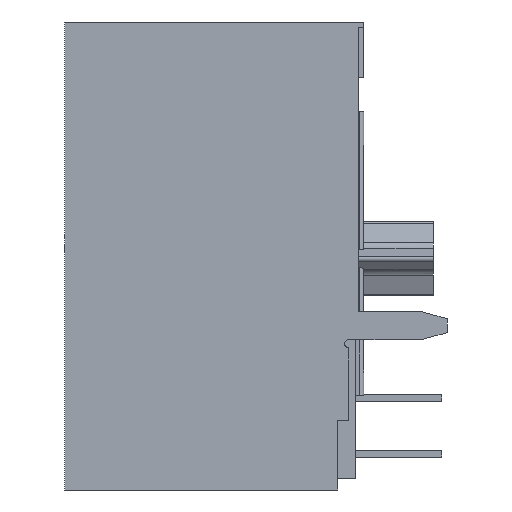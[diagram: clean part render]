
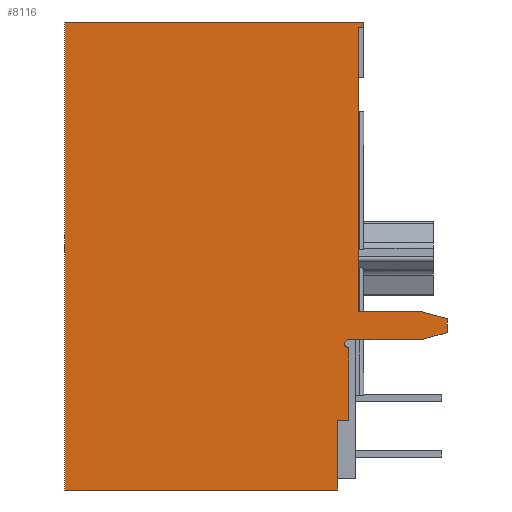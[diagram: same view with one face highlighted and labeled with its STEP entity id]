
A CAD part, left-side view. The second image highlights one B-rep face of the part: STEP entity #8116.
In plain terms, the highlighted planar face has unit normal (-1, 0, 0).
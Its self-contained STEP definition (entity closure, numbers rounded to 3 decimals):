
#2672=DIRECTION('',(0.,-1.,0.));
#2673=VECTOR('',#2672,13.64);
#2674=CARTESIAN_POINT('',(-7.938,6.751,0.));
#2675=LINE('',#2674,#2673);
#2791=DIRECTION('',(0.,0.,1.));
#2792=VECTOR('',#2791,12.959);
#2793=CARTESIAN_POINT('',(-7.938,-6.629,-13.208));
#2794=LINE('',#2793,#2792);
#2795=DIRECTION('',(0.,1.,0.));
#2796=VECTOR('',#2795,2.879);
#2797=CARTESIAN_POINT('',(-7.938,-9.508,-13.208));
#2798=LINE('',#2797,#2796);
#2799=DIRECTION('',(0.,0.966,0.259));
#2800=VECTOR('',#2799,1.227);
#2801=CARTESIAN_POINT('',(-7.938,-10.693,-13.526));
#2802=LINE('',#2801,#2800);
#2803=DIRECTION('',(0.,0.,1.));
#2804=VECTOR('',#2803,0.635);
#2805=CARTESIAN_POINT('',(-7.938,-10.693,-14.161));
#2806=LINE('',#2805,#2804);
#2807=DIRECTION('',(0.,-0.966,0.259));
#2808=VECTOR('',#2807,1.227);
#2809=CARTESIAN_POINT('',(-7.938,-9.508,-14.478));
#2810=LINE('',#2809,#2808);
#2811=DIRECTION('',(0.,-1.,0.));
#2812=VECTOR('',#2811,3.306);
#2813=CARTESIAN_POINT('',(-7.938,-6.203,-14.478));
#2814=LINE('',#2813,#2812);
#2815=CARTESIAN_POINT('',(-7.938,-6.203,-14.669));
#2816=DIRECTION('',(1.,0.,0.));
#2817=DIRECTION('',(0.,0.,-1.));
#2818=AXIS2_PLACEMENT_3D('',#2815,#2816,#2817);
#2820=DIRECTION('',(0.,0.,1.));
#2821=VECTOR('',#2820,3.302);
#2822=CARTESIAN_POINT('',(-7.938,-6.203,-18.161));
#2823=LINE('',#2822,#2821);
#2824=DIRECTION('',(0.,-1.,0.));
#2825=VECTOR('',#2824,0.508);
#2826=CARTESIAN_POINT('',(-7.938,-5.695,-18.161));
#2827=LINE('',#2826,#2825);
#2828=DIRECTION('',(0.,0.,1.));
#2829=VECTOR('',#2828,3.175);
#2830=CARTESIAN_POINT('',(-7.938,-5.695,-21.336));
#2831=LINE('',#2830,#2829);
#2832=DIRECTION('',(0.,-1.,0.));
#2833=VECTOR('',#2832,12.446);
#2834=CARTESIAN_POINT('',(-7.938,6.751,-21.336));
#2835=LINE('',#2834,#2833);
#2892=DIRECTION('',(0.,-1.,0.));
#2893=VECTOR('',#2892,0.259);
#2894=CARTESIAN_POINT('',(-7.938,-6.629,-0.249));
#2895=LINE('',#2894,#2893);
#2912=DIRECTION('',(0.,0.,1.));
#2913=VECTOR('',#2912,0.249);
#2914=CARTESIAN_POINT('',(-7.938,-6.888,-0.249));
#2915=LINE('',#2914,#2913);
#2993=DIRECTION('',(0.,0.,-1.));
#2994=VECTOR('',#2993,21.336);
#2995=CARTESIAN_POINT('',(-7.938,6.751,0.));
#2996=LINE('',#2995,#2994);
#3887=CARTESIAN_POINT('',(-7.938,6.751,0.));
#3888=CARTESIAN_POINT('',(-7.938,-6.888,0.));
#3889=VERTEX_POINT('',#3887);
#3890=VERTEX_POINT('',#3888);
#3933=CARTESIAN_POINT('',(-7.938,-6.888,-0.249));
#3934=VERTEX_POINT('',#3933);
#4051=CARTESIAN_POINT('',(-7.938,6.751,-21.336));
#4052=VERTEX_POINT('',#4051);
#4099=CARTESIAN_POINT('',(-7.938,-6.629,-0.249));
#4100=VERTEX_POINT('',#4099);
#4183=CARTESIAN_POINT('',(-7.938,-6.629,-13.208));
#4184=VERTEX_POINT('',#4183);
#4191=CARTESIAN_POINT('',(-7.938,-5.695,-21.336));
#4192=VERTEX_POINT('',#4191);
#4193=CARTESIAN_POINT('',(-7.938,-5.695,-18.161));
#4194=VERTEX_POINT('',#4193);
#4195=CARTESIAN_POINT('',(-7.938,-6.203,-18.161));
#4196=VERTEX_POINT('',#4195);
#4197=CARTESIAN_POINT('',(-7.938,-6.203,-14.859));
#4198=VERTEX_POINT('',#4197);
#4199=CARTESIAN_POINT('',(-7.938,-6.203,-14.478));
#4200=VERTEX_POINT('',#4199);
#4201=CARTESIAN_POINT('',(-7.938,-9.508,-14.478));
#4202=VERTEX_POINT('',#4201);
#4203=CARTESIAN_POINT('',(-7.938,-10.693,-14.161));
#4204=VERTEX_POINT('',#4203);
#4205=CARTESIAN_POINT('',(-7.938,-10.693,-13.526));
#4206=VERTEX_POINT('',#4205);
#4207=CARTESIAN_POINT('',(-7.938,-9.508,-13.208));
#4208=VERTEX_POINT('',#4207);
#8080=CARTESIAN_POINT('',(-7.938,6.751,-0.249));
#8081=DIRECTION('',(-1.,0.,0.));
#8082=DIRECTION('',(0.,-1.,0.));
#8083=AXIS2_PLACEMENT_3D('',#8080,#8081,#8082);
#8084=PLANE('',#8083);
#8086=ORIENTED_EDGE('',*,*,#8085,.F.);
#8088=ORIENTED_EDGE('',*,*,#8087,.F.);
#8090=ORIENTED_EDGE('',*,*,#8089,.F.);
#8092=ORIENTED_EDGE('',*,*,#8091,.F.);
#8094=ORIENTED_EDGE('',*,*,#8093,.F.);
#8096=ORIENTED_EDGE('',*,*,#8095,.F.);
#8098=ORIENTED_EDGE('',*,*,#8097,.F.);
#8100=ORIENTED_EDGE('',*,*,#8099,.F.);
#8102=ORIENTED_EDGE('',*,*,#8101,.F.);
#8104=ORIENTED_EDGE('',*,*,#8103,.F.);
#8106=ORIENTED_EDGE('',*,*,#8105,.F.);
#8108=ORIENTED_EDGE('',*,*,#8107,.F.);
#8110=ORIENTED_EDGE('',*,*,#8109,.F.);
#8111=ORIENTED_EDGE('',*,*,#8016,.T.);
#8113=ORIENTED_EDGE('',*,*,#8112,.F.);
#8114=EDGE_LOOP('',(#8086,#8088,#8090,#8092,#8094,#8096,#8098,#8100,#8102,#8104,
#8106,#8108,#8110,#8111,#8113));
#8115=FACE_OUTER_BOUND('',#8114,.F.);
#8116=ADVANCED_FACE('',(#8115),#8084,.T.);
#2819=CIRCLE('',#2818,0.191);
#8016=EDGE_CURVE('',#3889,#3890,#2675,.T.);
#8085=EDGE_CURVE('',#4100,#3934,#2895,.T.);
#8087=EDGE_CURVE('',#4184,#4100,#2794,.T.);
#8089=EDGE_CURVE('',#4208,#4184,#2798,.T.);
#8091=EDGE_CURVE('',#4206,#4208,#2802,.T.);
#8093=EDGE_CURVE('',#4204,#4206,#2806,.T.);
#8095=EDGE_CURVE('',#4202,#4204,#2810,.T.);
#8097=EDGE_CURVE('',#4200,#4202,#2814,.T.);
#8099=EDGE_CURVE('',#4198,#4200,#2819,.T.);
#8101=EDGE_CURVE('',#4196,#4198,#2823,.T.);
#8103=EDGE_CURVE('',#4194,#4196,#2827,.T.);
#8105=EDGE_CURVE('',#4192,#4194,#2831,.T.);
#8107=EDGE_CURVE('',#4052,#4192,#2835,.T.);
#8109=EDGE_CURVE('',#3889,#4052,#2996,.T.);
#8112=EDGE_CURVE('',#3934,#3890,#2915,.T.);
